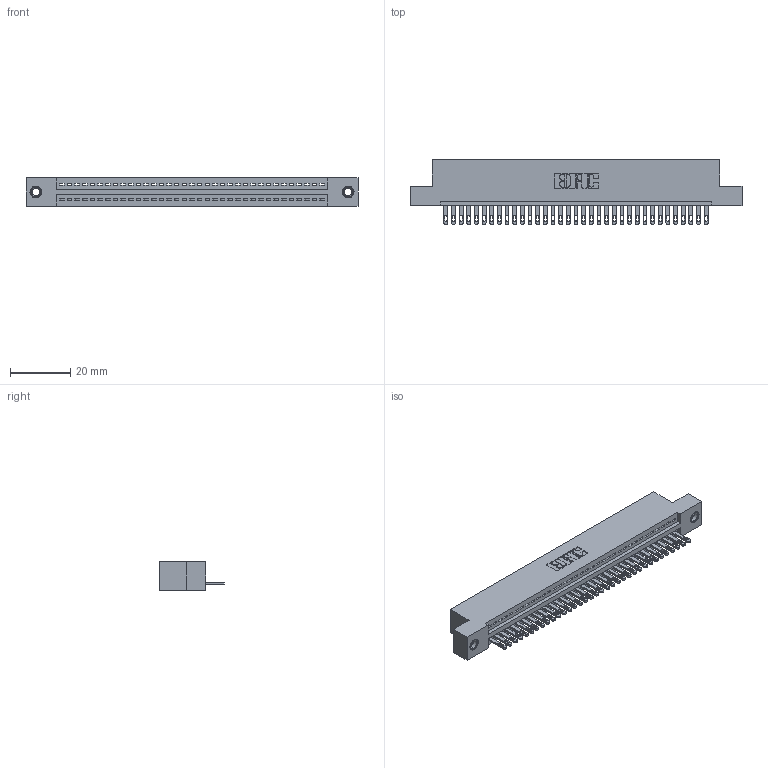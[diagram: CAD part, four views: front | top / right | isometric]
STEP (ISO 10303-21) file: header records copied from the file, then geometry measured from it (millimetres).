
FILE_DESCRIPTION (( 'STEP AP203' ), '1' );
FILE_NAME ('345-035-500-107.STEP', '2018-08-29T05:17:35', ( '' ), ( '' ), 'SwSTEP 2.0', 'SolidWorks 2016', '' );
FILE_SCHEMA (( 'CONFIG_CONTROL_DESIGN' ));
Length unit declared in the file: inch
Products named in the file (4): 345-292-001_345-293-100; 345-250-001_345-250-005-103; 345-035-500-107; 345 Part_Flush Mounting Lugs - 0.156 Dia-TI
Assembly tree (38 placements, depth 2):
  345-035-500-107
    345 Part_Flush Mounting Lugs - 0.156 Dia-TI
    345-292-001_345-293-100  x35
    345-250-001_345-250-005-103  x2
Bounding box: 110.11 x 21.51 x 9.4 mm (x, y, z)
Volume: 10409.1 mm3; surface area: 13848.7 mm2
Topology: 38 solids, 38 shells, 2076 faces, 6357 edges, 4230 vertices
Faces by surface type: plane 1302, cylinder 758, cone 12, torus 4
Entity records: 28400 total; most frequent: CARTESIAN_POINT 4900, ORIENTED_EDGE 4862, DIRECTION 4319, EDGE_CURVE 2431, LINE 2135, VECTOR 2135, VERTEX_POINT 1616, AXIS2_PLACEMENT_3D 1092
